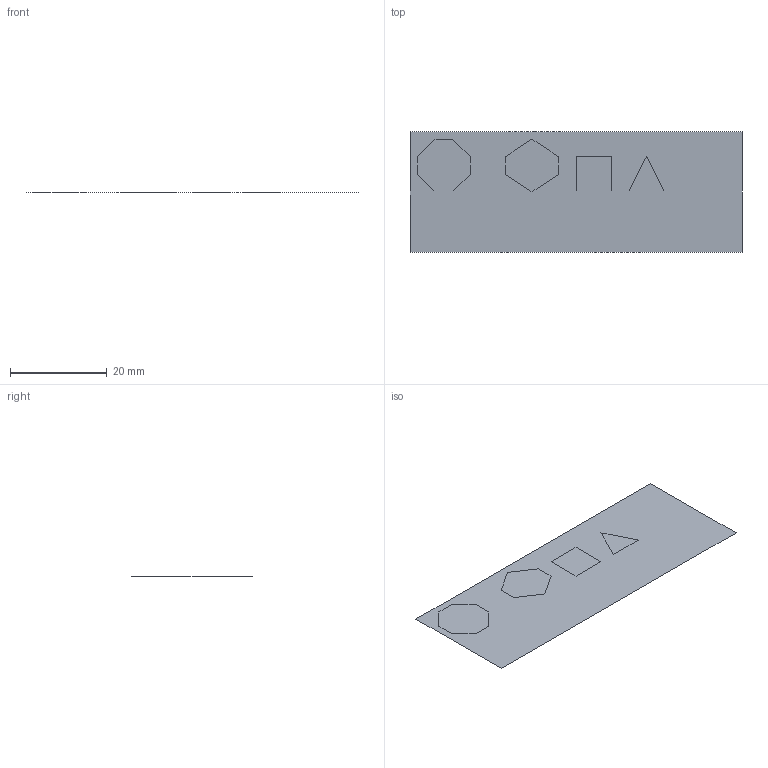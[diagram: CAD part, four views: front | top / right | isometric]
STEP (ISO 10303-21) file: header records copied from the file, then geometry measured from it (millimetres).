
FILE_DESCRIPTION(('STEP AP214'),'1');
FILE_NAME('test2.stp','2020-08-25T21:14:18',(' '),(' '),'Spatial InterOp 3D',' ',' ');
FILE_SCHEMA(('AUTOMOTIVE_DESIGN { 1 0 10303 214 1 1 1 1 }'));
Length unit declared in the file: millimetre
Products named in the file (1): 1
Bounding box: 68.75 x 25 x 0 mm (x, y, z)
Surface area: 1718.7 mm2 (no closed solid volume)
Topology: 0 solids, 1 shells, 5 faces, 25 edges, 25 vertices
Faces by surface type: plane 5
Entity records: 292 total; most frequent: CARTESIAN_POINT 56, ORIENTED_EDGE 46, DIRECTION 37, EDGE_CURVE 25, VERTEX_POINT 25, LINE 25, VECTOR 25, FACE_BOUND 9
